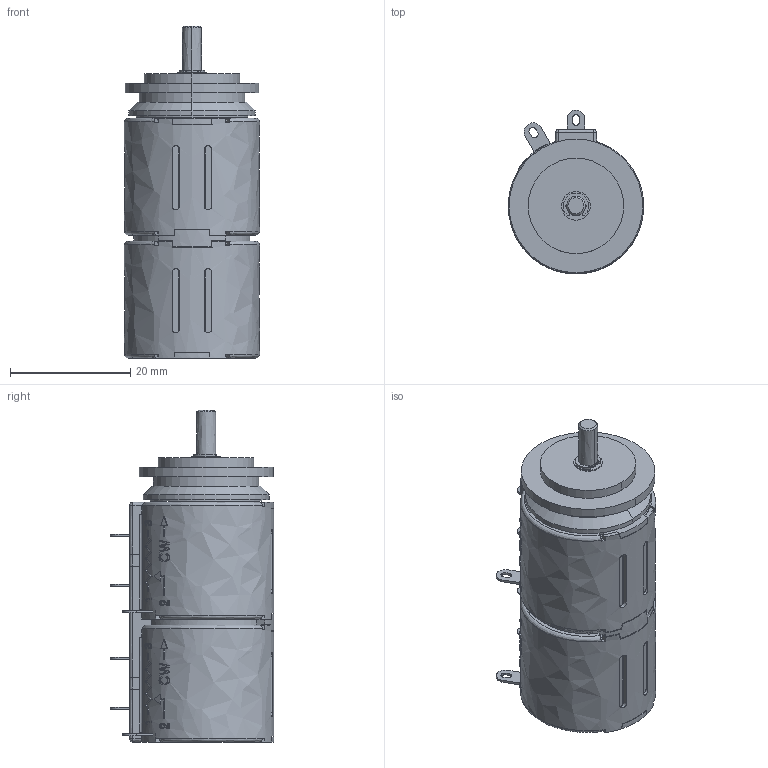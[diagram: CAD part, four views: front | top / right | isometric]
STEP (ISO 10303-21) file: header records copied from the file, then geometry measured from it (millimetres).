
FILE_DESCRIPTION((''),'2;1');
FILE_NAME('3549S_H-2XE','2007-05-07T',('RICKB'),('Bourns, Inc.'),'PRO/ENGINEER BY PARAMETRIC TECHNOLOGY CORPORATION, 2001200','PRO/ENGINEER BY PARAMETRIC TECHNOLOGY CORPORATION, 2001200','');
FILE_SCHEMA(('AUTOMOTIVE_DESIGN_CC2 { 1 2 10303 214 -1 1 5 2 }'));
Products named in the file (1): 3549S_H-2XE
Bounding box: 22.47 x 27.19 x 55.19 mm (x, y, z)
Volume: 18224.4 mm3; surface area: 6636 mm2
Topology: 1 solids, 26 shells, 1213 faces, 3349 edges, 2177 vertices
Faces by surface type: bspline 1213
Entity records: 63018 total; most frequent: CARTESIAN_POINT 20842, ORIENTED_EDGE 6694, PRESENTATION_STYLE_ASSIGNMENT 3806, DIRECTION 3483, STYLED_ITEM 3348, CURVE_STYLE 3347, EDGE_CURVE 3347, VERTEX_POINT 2177
